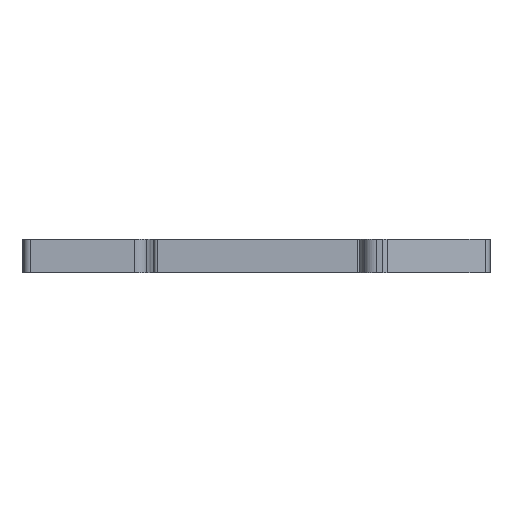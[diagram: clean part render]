
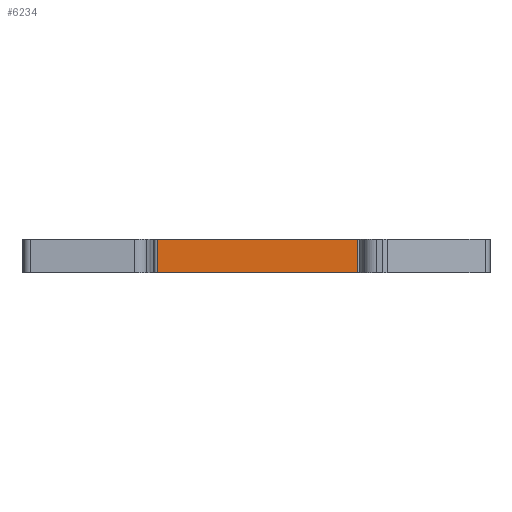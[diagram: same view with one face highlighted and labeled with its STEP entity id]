
A CAD part, front view. The second image highlights one B-rep face of the part: STEP entity #6234.
In plain terms, the highlighted planar face has unit normal (0, -1, 0).
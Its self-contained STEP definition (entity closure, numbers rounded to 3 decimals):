
#1038=DIRECTION('',(-1.,0.,0.));
#1039=VECTOR('',#1038,30.895);
#1040=CARTESIAN_POINT('',(20.7,-11.6,2.6));
#1041=LINE('',#1040,#1039);
#2284=DIRECTION('',(-1.,0.,0.));
#2285=VECTOR('',#2284,30.895);
#2286=CARTESIAN_POINT('',(20.7,-11.6,-2.6));
#2287=LINE('',#2286,#2285);
#2288=DIRECTION('',(0.,0.,-1.));
#2289=VECTOR('',#2288,5.2);
#2290=CARTESIAN_POINT('',(20.7,-11.6,2.6));
#2291=LINE('',#2290,#2289);
#2296=DIRECTION('',(0.,0.,-1.));
#2297=VECTOR('',#2296,5.2);
#2298=CARTESIAN_POINT('',(-10.195,-11.6,2.6));
#2299=LINE('',#2298,#2297);
#2823=CARTESIAN_POINT('',(20.7,-11.6,-2.6));
#2824=CARTESIAN_POINT('',(-10.195,-11.6,-2.6));
#2825=VERTEX_POINT('',#2823);
#2826=VERTEX_POINT('',#2824);
#3229=CARTESIAN_POINT('',(20.7,-11.6,2.6));
#3230=VERTEX_POINT('',#3229);
#3231=CARTESIAN_POINT('',(-10.195,-11.6,2.6));
#3232=VERTEX_POINT('',#3231);
#6222=CARTESIAN_POINT('',(-10.195,-11.6,-2.6));
#6223=DIRECTION('',(0.,-1.,0.));
#6224=DIRECTION('',(1.,0.,0.));
#6225=AXIS2_PLACEMENT_3D('',#6222,#6223,#6224);
#6226=PLANE('',#6225);
#6227=ORIENTED_EDGE('',*,*,#3685,.T.);
#6229=ORIENTED_EDGE('',*,*,#6228,.F.);
#6230=ORIENTED_EDGE('',*,*,#4349,.F.);
#6231=ORIENTED_EDGE('',*,*,#6215,.T.);
#6232=EDGE_LOOP('',(#6227,#6229,#6230,#6231));
#6233=FACE_OUTER_BOUND('',#6232,.F.);
#3685=EDGE_CURVE('',#2825,#2826,#2287,.T.);
#4349=EDGE_CURVE('',#3230,#3232,#1041,.T.);
#6215=EDGE_CURVE('',#3230,#2825,#2291,.T.);
#6228=EDGE_CURVE('',#3232,#2826,#2299,.T.);
#6234=ADVANCED_FACE('',(#6233),#6226,.T.);
